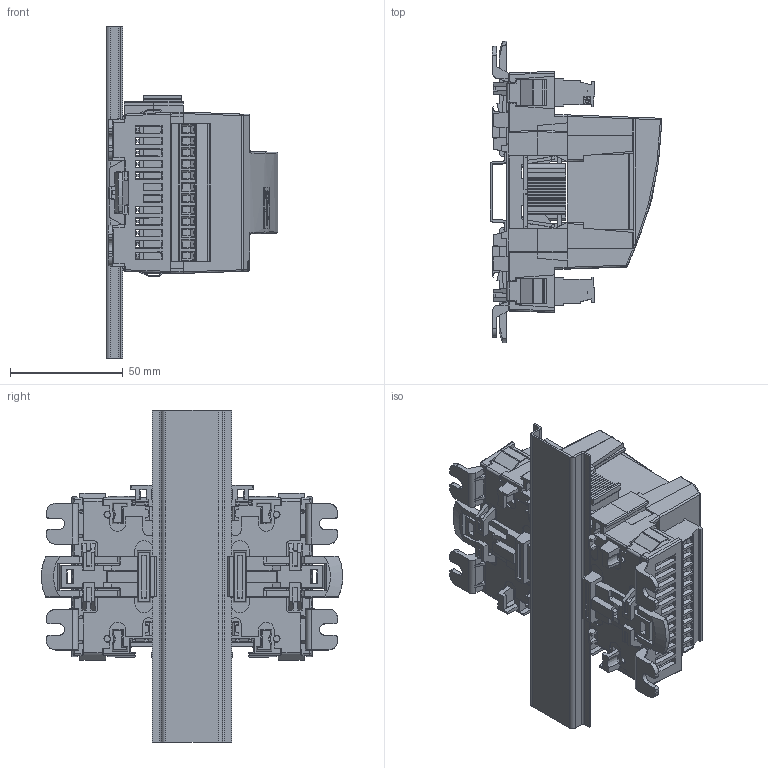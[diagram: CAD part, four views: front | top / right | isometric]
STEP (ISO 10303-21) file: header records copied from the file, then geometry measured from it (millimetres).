
FILE_DESCRIPTION((''),'2;1');
FILE_NAME('AK-XM-101A-101B-103A_ASM','2022-04-22T14:15:16',('U240257'),(''),'CREO PARAMETRIC BY PTC INC, 2019344','CREO PARAMETRIC BY PTC INC, 2019344','');
FILE_SCHEMA(('AUTOMOTIVE_DESIGN { 1 0 10303 214 1 1 1 1 }'));
Products named in the file (16): AK2-SIZE_721_NONE_1_1_1; AK2-SIZE_723_NONE_1_1_1; AK2-SIZE_7210_NONE_1_1_1; AK2-SIZE_7211_NONE_1_1_1; AK2-SIZE_7213_1_NONE_WO_HOLES; AK2-SIZE_7218_NONE_1_1_1; AK2-SIZE_7219_NONE_1_1_1; AK2-SIZE_72_2RJ45_ASM; 080Z0514_03_01_RED_RECTANGULAR; AK2-SIZE_72_RED_RECTANGULAR_ASM; DIN-BAR_16DIN_AF8_1_1; LOGO_OUTLINE_DANFOSS_1_1; 1755833; PCBA-AK-XM101A-101B-103A_ASM; 1792346; AK-XM-101A-101B-103A_ASM
Assembly tree (19 placements, depth 4):
  AK-XM-101A-101B-103A_ASM
    AK2-SIZE_72_RED_RECTANGULAR_ASM
      AK2-SIZE_72_2RJ45_ASM
        AK2-SIZE_721_NONE_1_1_1
        AK2-SIZE_723_NONE_1_1_1
        AK2-SIZE_7210_NONE_1_1_1
        AK2-SIZE_7211_NONE_1_1_1
        AK2-SIZE_7213_1_NONE_WO_HOLES
        AK2-SIZE_7218_NONE_1_1_1
        AK2-SIZE_7219_NONE_1_1_1
      080Z0514_03_01_RED_RECTANGULAR
    DIN-BAR_16DIN_AF8_1_1
    LOGO_OUTLINE_DANFOSS_1_1
    PCBA-AK-XM101A-101B-103A_ASM
      AK2-SIZE_7213_1_NONE_WO_HOLES
      AK2-SIZE_7211_NONE_1_1_1
      1755833  x2
    1792346  x2
Bounding box: 76.12 x 133.47 x 147 mm (x, y, z)
Volume: 134947.1 mm3; surface area: 157887.6 mm2
Topology: 16 solids, 16 shells, 6193 faces, 16850 edges, 10860 vertices
Faces by surface type: plane 4393, cylinder 1180, sphere 242, cone 176, bspline 156, extrusion 36, torus 7, revolution 3
Entity records: 203049 total; most frequent: CARTESIAN_POINT 41187, ORIENTED_EDGE 25164, DIRECTION 22352, EDGE_CURVE 12582, VECTOR 9392, LINE 9356, VERTEX_POINT 8181, PRESENTATION_STYLE_ASSIGNMENT 7306
